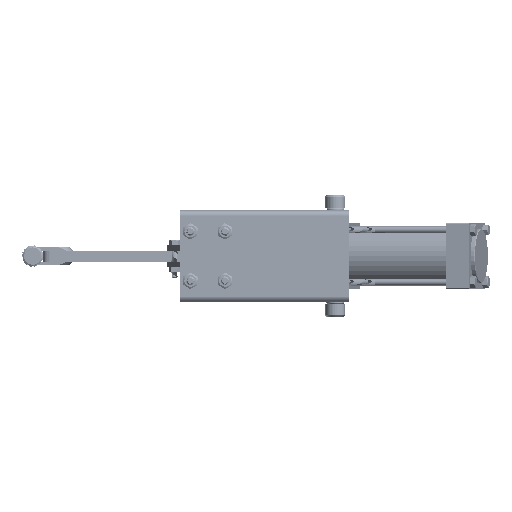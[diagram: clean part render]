
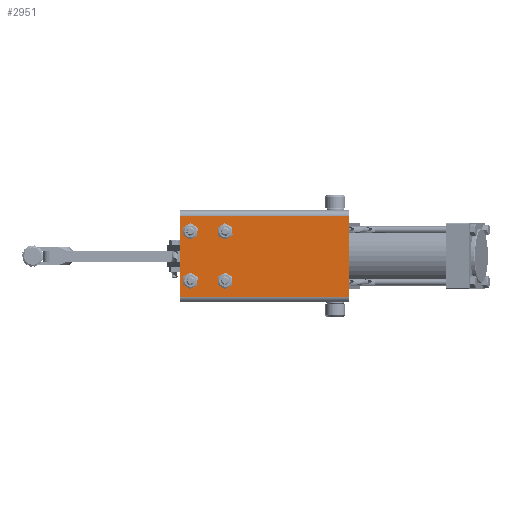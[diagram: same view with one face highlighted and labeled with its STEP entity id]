
A CAD part, front view. The second image highlights one B-rep face of the part: STEP entity #2951.
In plain terms, the highlighted planar face has unit normal (0, -1, 0).
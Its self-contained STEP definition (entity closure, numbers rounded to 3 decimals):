
#763 = CARTESIAN_POINT ( 'NONE',  ( 41.6, 0., 64.6 ) ) ;
#1695 = VERTEX_POINT ( 'NONE', #16060 ) ;
#1870 = DIRECTION ( 'NONE',  ( 0., 0., 1. ) ) ;
#2951 = ADVANCED_FACE ( 'NONE', ( #51355, #15056, #85512, #17198, #67442 ), #53088, .F. ) ;
#3157 = CARTESIAN_POINT ( 'NONE',  ( 0., 0., 79. ) ) ;
#3848 = EDGE_CURVE ( 'NONE', #62777, #85255, #83305, .T. ) ;
#5253 = ORIENTED_EDGE ( 'NONE', *, *, #86413, .T. ) ;
#6549 = VERTEX_POINT ( 'NONE', #70819 ) ;
#7608 = DIRECTION ( 'NONE',  ( 0., 0., 1. ) ) ;
#8673 = CARTESIAN_POINT ( 'NONE',  ( 155., 0., 5. ) ) ;
#9392 = EDGE_CURVE ( 'NONE', #77435, #35091, #15490, .T. ) ;
#10108 = AXIS2_PLACEMENT_3D ( 'NONE', #66472, #25546, #73320 ) ;
#10202 = CARTESIAN_POINT ( 'NONE',  ( 41.6, 0., 19.4 ) ) ;
#10367 = ORIENTED_EDGE ( 'NONE', *, *, #15984, .T. ) ;
#11166 = VECTOR ( 'NONE', #84910, 1000. ) ;
#11407 = CARTESIAN_POINT ( 'NONE',  ( 14.15, 0., 19.4 ) ) ;
#13464 = ORIENTED_EDGE ( 'NONE', *, *, #23609, .T. ) ;
#14332 = VERTEX_POINT ( 'NONE', #63904 ) ;
#15056 = FACE_BOUND ( 'NONE', #23217, .T. ) ;
#15143 = DIRECTION ( 'NONE',  ( 0., 1., 0. ) ) ;
#15490 = LINE ( 'NONE', #3157, #11166 ) ;
#15984 = EDGE_CURVE ( 'NONE', #14332, #1695, #52652, .T. ) ;
#16060 = CARTESIAN_POINT ( 'NONE',  ( 37.25, 0., 64.6 ) ) ;
#16885 = LINE ( 'NONE', #85741, #51054 ) ;
#17090 = DIRECTION ( 'NONE',  ( 0., 0., 1. ) ) ;
#17198 = FACE_BOUND ( 'NONE', #28624, .T. ) ;
#17634 = DIRECTION ( 'NONE',  ( 0., 1., 0. ) ) ;
#20416 = CARTESIAN_POINT ( 'NONE',  ( 9.8, 0., 64.6 ) ) ;
#21419 = EDGE_CURVE ( 'NONE', #6549, #40305, #63014, .T. ) ;
#22156 = ORIENTED_EDGE ( 'NONE', *, *, #52662, .F. ) ;
#23217 = EDGE_LOOP ( 'NONE', ( #81082, #10367 ) ) ;
#23609 = EDGE_CURVE ( 'NONE', #40305, #6549, #70295, .T. ) ;
#23901 = EDGE_CURVE ( 'NONE', #70597, #57923, #59519, .T. ) ;
#24236 = CARTESIAN_POINT ( 'NONE',  ( 0., 0., 5. ) ) ;
#25036 = ORIENTED_EDGE ( 'NONE', *, *, #23901, .T. ) ;
#25546 = DIRECTION ( 'NONE',  ( 0., 1., 0. ) ) ;
#27297 = DIRECTION ( 'NONE',  ( 0., 0., 1. ) ) ;
#28148 = EDGE_LOOP ( 'NONE', ( #56123, #75927, #22156, #41281 ) ) ;
#28624 = EDGE_LOOP ( 'NONE', ( #50195, #51421 ) ) ;
#32811 = CARTESIAN_POINT ( 'NONE',  ( 0., 0., 84. ) ) ;
#33724 = LINE ( 'NONE', #53091, #49715 ) ;
#34799 = DIRECTION ( 'NONE',  ( 0., 1., 0. ) ) ;
#35091 = VERTEX_POINT ( 'NONE', #71822 ) ;
#37557 = VERTEX_POINT ( 'NONE', #8673 ) ;
#38058 = DIRECTION ( 'NONE',  ( 0., 0., -1. ) ) ;
#38730 = VECTOR ( 'NONE', #71152, 1000. ) ;
#39708 = DIRECTION ( 'NONE',  ( 0., 0., 1. ) ) ;
#40305 = VERTEX_POINT ( 'NONE', #46982 ) ;
#40481 = AXIS2_PLACEMENT_3D ( 'NONE', #75693, #34799, #82570 ) ;
#41281 = ORIENTED_EDGE ( 'NONE', *, *, #9392, .T. ) ;
#42785 = DIRECTION ( 'NONE',  ( 0., 1., 0. ) ) ;
#45153 = AXIS2_PLACEMENT_3D ( 'NONE', #763, #48512, #7608 ) ;
#46982 = CARTESIAN_POINT ( 'NONE',  ( 5.45, 0., 64.6 ) ) ;
#48512 = DIRECTION ( 'NONE',  ( 0., 1., 0. ) ) ;
#48603 = CIRCLE ( 'NONE', #79228, 4.35 ) ;
#49715 = VECTOR ( 'NONE', #80575, 1000. ) ;
#50195 = ORIENTED_EDGE ( 'NONE', *, *, #87535, .T. ) ;
#51054 = VECTOR ( 'NONE', #38058, 1000. ) ;
#51355 = FACE_BOUND ( 'NONE', #56298, .T. ) ;
#51421 = ORIENTED_EDGE ( 'NONE', *, *, #3848, .T. ) ;
#52652 = CIRCLE ( 'NONE', #40481, 4.35 ) ;
#52662 = EDGE_CURVE ( 'NONE', #77435, #37557, #33724, .T. ) ;
#53088 = PLANE ( 'NONE',  #83855 ) ;
#53091 = CARTESIAN_POINT ( 'NONE',  ( 155., 0., 84. ) ) ;
#54327 = CIRCLE ( 'NONE', #45153, 4.35 ) ;
#55982 = CIRCLE ( 'NONE', #77773, 4.35 ) ;
#56057 = CARTESIAN_POINT ( 'NONE',  ( 9.8, 0., 19.4 ) ) ;
#56123 = ORIENTED_EDGE ( 'NONE', *, *, #81358, .T. ) ;
#56298 = EDGE_LOOP ( 'NONE', ( #13464, #58530 ) ) ;
#57923 = VERTEX_POINT ( 'NONE', #77108 ) ;
#57962 = DIRECTION ( 'NONE',  ( 0., 1., 0. ) ) ;
#57997 = EDGE_CURVE ( 'NONE', #69205, #37557, #70772, .T. ) ;
#58497 = CARTESIAN_POINT ( 'NONE',  ( 41.6, 0., 19.4 ) ) ;
#58530 = ORIENTED_EDGE ( 'NONE', *, *, #21419, .T. ) ;
#59519 = CIRCLE ( 'NONE', #80659, 4.35 ) ;
#62777 = VERTEX_POINT ( 'NONE', #11407 ) ;
#62954 = DIRECTION ( 'NONE',  ( 0., 0., 1. ) ) ;
#63014 = CIRCLE ( 'NONE', #80519, 4.35 ) ;
#63904 = CARTESIAN_POINT ( 'NONE',  ( 45.95, 0., 64.6 ) ) ;
#65407 = DIRECTION ( 'NONE',  ( 0., 0., 1. ) ) ;
#66199 = CARTESIAN_POINT ( 'NONE',  ( 5.45, 0., 19.4 ) ) ;
#66472 = CARTESIAN_POINT ( 'NONE',  ( 9.8, 0., 19.4 ) ) ;
#67442 = FACE_OUTER_BOUND ( 'NONE', #28148, .T. ) ;
#68258 = DIRECTION ( 'NONE',  ( 0., 1., 0. ) ) ;
#69028 = EDGE_CURVE ( 'NONE', #1695, #14332, #54327, .T. ) ;
#69205 = VERTEX_POINT ( 'NONE', #70902 ) ;
#70295 = CIRCLE ( 'NONE', #82363, 4.35 ) ;
#70597 = VERTEX_POINT ( 'NONE', #86119 ) ;
#70772 = LINE ( 'NONE', #24236, #38730 ) ;
#70819 = CARTESIAN_POINT ( 'NONE',  ( 14.15, 0., 64.6 ) ) ;
#70902 = CARTESIAN_POINT ( 'NONE',  ( 0., 0., 5. ) ) ;
#71152 = DIRECTION ( 'NONE',  ( 1., 0., 0. ) ) ;
#71822 = CARTESIAN_POINT ( 'NONE',  ( 0., 0., 79. ) ) ;
#73320 = DIRECTION ( 'NONE',  ( 0., 0., 1. ) ) ;
#75693 = CARTESIAN_POINT ( 'NONE',  ( 41.6, 0., 64.6 ) ) ;
#75927 = ORIENTED_EDGE ( 'NONE', *, *, #57997, .T. ) ;
#77108 = CARTESIAN_POINT ( 'NONE',  ( 45.95, 0., 19.4 ) ) ;
#77435 = VERTEX_POINT ( 'NONE', #80989 ) ;
#77773 = AXIS2_PLACEMENT_3D ( 'NONE', #56057, #15143, #62954 ) ;
#79228 = AXIS2_PLACEMENT_3D ( 'NONE', #58497, #17634, #65407 ) ;
#79917 = EDGE_LOOP ( 'NONE', ( #25036, #5253 ) ) ;
#80519 = AXIS2_PLACEMENT_3D ( 'NONE', #83627, #42785, #1870 ) ;
#80571 = DIRECTION ( 'NONE',  ( 0., 1., 0. ) ) ;
#80575 = DIRECTION ( 'NONE',  ( 0., 0., -1. ) ) ;
#80659 = AXIS2_PLACEMENT_3D ( 'NONE', #10202, #57962, #17090 ) ;
#80989 = CARTESIAN_POINT ( 'NONE',  ( 155., 0., 79. ) ) ;
#81082 = ORIENTED_EDGE ( 'NONE', *, *, #69028, .T. ) ;
#81358 = EDGE_CURVE ( 'NONE', #35091, #69205, #16885, .T. ) ;
#82363 = AXIS2_PLACEMENT_3D ( 'NONE', #20416, #68258, #27297 ) ;
#82570 = DIRECTION ( 'NONE',  ( 0., 0., 1. ) ) ;
#83305 = CIRCLE ( 'NONE', #10108, 4.35 ) ;
#83627 = CARTESIAN_POINT ( 'NONE',  ( 9.8, 0., 64.6 ) ) ;
#83855 = AXIS2_PLACEMENT_3D ( 'NONE', #32811, #80571, #39708 ) ;
#84910 = DIRECTION ( 'NONE',  ( -1., 0., 0. ) ) ;
#85255 = VERTEX_POINT ( 'NONE', #66199 ) ;
#85512 = FACE_BOUND ( 'NONE', #79917, .T. ) ;
#85741 = CARTESIAN_POINT ( 'NONE',  ( 0., 0., 84. ) ) ;
#86119 = CARTESIAN_POINT ( 'NONE',  ( 37.25, 0., 19.4 ) ) ;
#86413 = EDGE_CURVE ( 'NONE', #57923, #70597, #48603, .T. ) ;
#87535 = EDGE_CURVE ( 'NONE', #85255, #62777, #55982, .T. ) ;
